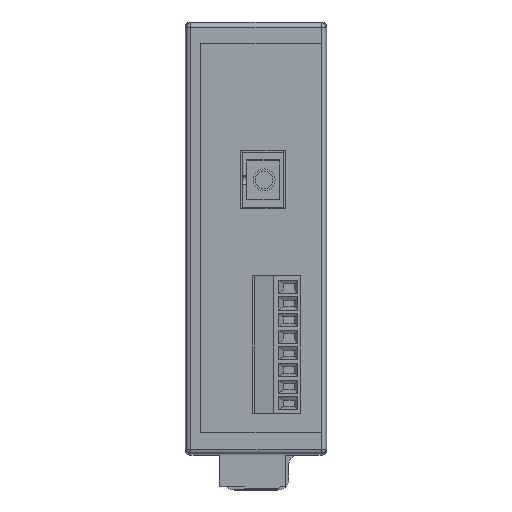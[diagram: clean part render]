
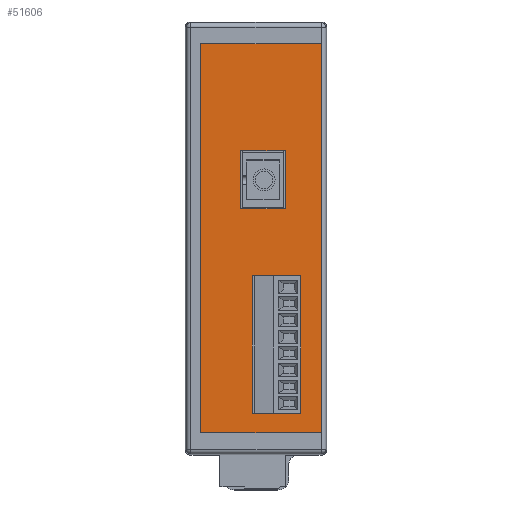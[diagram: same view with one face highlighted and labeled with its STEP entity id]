
A CAD part, top view. The second image highlights one B-rep face of the part: STEP entity #51606.
In plain terms, the highlighted planar face has unit normal (0, 0, 1).
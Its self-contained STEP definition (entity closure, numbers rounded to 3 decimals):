
#2724 = CARTESIAN_POINT ( 'NONE',  ( 14.95, -44.5, 5.3 ) ) ;
#3002 = LINE ( 'NONE', #18934, #23149 ) ;
#3691 = DIRECTION ( 'NONE',  ( -1., 0., 0. ) ) ;
#4262 = DIRECTION ( 'NONE',  ( 0., -1., 0. ) ) ;
#4415 = EDGE_CURVE ( 'NONE', #44735, #8297, #47008, .T. ) ;
#4668 = DIRECTION ( 'NONE',  ( 1., 0., 0. ) ) ;
#4671 = DIRECTION ( 'NONE',  ( 0., 0., -1. ) ) ;
#4778 = VECTOR ( 'NONE', #51313, 1000. ) ;
#5192 = VERTEX_POINT ( 'NONE', #10630 ) ;
#5199 = FACE_BOUND ( 'NONE', #36717, .T. ) ;
#5318 = CARTESIAN_POINT ( 'NONE',  ( 14.95, 44.5, 5.3 ) ) ;
#7543 = LINE ( 'NONE', #15376, #47748 ) ;
#8297 = VERTEX_POINT ( 'NONE', #30926 ) ;
#8354 = EDGE_CURVE ( 'NONE', #23238, #5192, #8710, .T. ) ;
#8502 = CARTESIAN_POINT ( 'NONE',  ( 14.95, 44.5, 5.3 ) ) ;
#8536 = VECTOR ( 'NONE', #4262, 1000. ) ;
#8591 = CARTESIAN_POINT ( 'NONE',  ( -0.45, -40.142, 5.3 ) ) ;
#8710 = LINE ( 'NONE', #12887, #39339 ) ;
#8968 = ORIENTED_EDGE ( 'NONE', *, *, #32326, .F. ) ;
#9974 = LINE ( 'NONE', #26399, #48180 ) ;
#10054 = CARTESIAN_POINT ( 'NONE',  ( -3.45, 6.743, 5.3 ) ) ;
#10552 = CARTESIAN_POINT ( 'NONE',  ( 5.15, -44.5, 5.3 ) ) ;
#10630 = CARTESIAN_POINT ( 'NONE',  ( -12.65, 44.5, 5.3 ) ) ;
#11543 = CARTESIAN_POINT ( 'NONE',  ( -3.45, 20.043, 5.3 ) ) ;
#11776 = ORIENTED_EDGE ( 'NONE', *, *, #41401, .F. ) ;
#12129 = ORIENTED_EDGE ( 'NONE', *, *, #8354, .F. ) ;
#12515 = FACE_OUTER_BOUND ( 'NONE', #37956, .T. ) ;
#12526 = CARTESIAN_POINT ( 'NONE',  ( 14.95, -44.5, 5.3 ) ) ;
#12887 = CARTESIAN_POINT ( 'NONE',  ( -12.65, 44.5, 5.3 ) ) ;
#13094 = VERTEX_POINT ( 'NONE', #5318 ) ;
#13645 = VECTOR ( 'NONE', #4668, 1000. ) ;
#13943 = EDGE_CURVE ( 'NONE', #48863, #46708, #40697, .T. ) ;
#15279 = DIRECTION ( 'NONE',  ( 1., 0., 0. ) ) ;
#15376 = CARTESIAN_POINT ( 'NONE',  ( -0.45, -8.452, 5.3 ) ) ;
#15848 = ORIENTED_EDGE ( 'NONE', *, *, #25762, .F. ) ;
#16155 = EDGE_CURVE ( 'NONE', #46708, #44735, #35772, .T. ) ;
#16826 = VECTOR ( 'NONE', #27691, 1000. ) ;
#17200 = FACE_BOUND ( 'NONE', #49128, .T. ) ;
#17559 = ORIENTED_EDGE ( 'NONE', *, *, #18204, .T. ) ;
#18204 = EDGE_CURVE ( 'NONE', #13094, #5192, #23925, .T. ) ;
#18651 = LINE ( 'NONE', #10552, #29153 ) ;
#18657 = DIRECTION ( 'NONE',  ( 0., 1., 0. ) ) ;
#18934 = CARTESIAN_POINT ( 'NONE',  ( -3.45, 6.743, 5.3 ) ) ;
#19798 = DIRECTION ( 'NONE',  ( 0., -1., 0. ) ) ;
#20185 = ORIENTED_EDGE ( 'NONE', *, *, #26718, .F. ) ;
#23149 = VECTOR ( 'NONE', #15279, 1000. ) ;
#23238 = VERTEX_POINT ( 'NONE', #39032 ) ;
#23574 = ORIENTED_EDGE ( 'NONE', *, *, #4415, .F. ) ;
#23852 = LINE ( 'NONE', #2724, #25244 ) ;
#23925 = LINE ( 'NONE', #8502, #4778 ) ;
#23972 = EDGE_CURVE ( 'NONE', #30258, #37053, #9974, .T. ) ;
#24037 = CARTESIAN_POINT ( 'NONE',  ( 7.05, -40.142, 5.3 ) ) ;
#24622 = ORIENTED_EDGE ( 'NONE', *, *, #16155, .F. ) ;
#25244 = VECTOR ( 'NONE', #18657, 1000. ) ;
#25591 = CARTESIAN_POINT ( 'NONE',  ( -3.45, 20.043, 5.3 ) ) ;
#25762 = EDGE_CURVE ( 'NONE', #8297, #48863, #7543, .T. ) ;
#26399 = CARTESIAN_POINT ( 'NONE',  ( 6.65, 20.043, 5.3 ) ) ;
#26648 = EDGE_CURVE ( 'NONE', #28224, #13094, #23852, .T. ) ;
#26718 = EDGE_CURVE ( 'NONE', #42617, #37384, #36364, .T. ) ;
#27467 = CARTESIAN_POINT ( 'NONE',  ( -3.45, 20.043, 5.3 ) ) ;
#27691 = DIRECTION ( 'NONE',  ( 0., 1., 0. ) ) ;
#28224 = VERTEX_POINT ( 'NONE', #12526 ) ;
#29153 = VECTOR ( 'NONE', #29876, 1000. ) ;
#29541 = CARTESIAN_POINT ( 'NONE',  ( -0.45, -40.142, 5.3 ) ) ;
#29876 = DIRECTION ( 'NONE',  ( 1., 0., 0. ) ) ;
#30258 = VERTEX_POINT ( 'NONE', #33469 ) ;
#30926 = CARTESIAN_POINT ( 'NONE',  ( -0.45, -8.452, 5.3 ) ) ;
#32326 = EDGE_CURVE ( 'NONE', #37384, #30258, #3002, .T. ) ;
#32464 = DIRECTION ( 'NONE',  ( 0., 1., 0. ) ) ;
#32668 = CARTESIAN_POINT ( 'NONE',  ( 7.05, -40.142, 5.3 ) ) ;
#32785 = CARTESIAN_POINT ( 'NONE',  ( 7.05, -8.452, 5.3 ) ) ;
#32860 = PLANE ( 'NONE',  #48977 ) ;
#33000 = VECTOR ( 'NONE', #49893, 1000. ) ;
#33469 = CARTESIAN_POINT ( 'NONE',  ( 6.65, 6.743, 5.3 ) ) ;
#33986 = CARTESIAN_POINT ( 'NONE',  ( 7.05, -8.452, 5.3 ) ) ;
#34232 = DIRECTION ( 'NONE',  ( 0., 1., 0. ) ) ;
#35772 = LINE ( 'NONE', #24037, #16826 ) ;
#36364 = LINE ( 'NONE', #25591, #8536 ) ;
#36717 = EDGE_LOOP ( 'NONE', ( #43605, #15848, #23574, #24622 ) ) ;
#37053 = VERTEX_POINT ( 'NONE', #39334 ) ;
#37384 = VERTEX_POINT ( 'NONE', #10054 ) ;
#37956 = EDGE_LOOP ( 'NONE', ( #17559, #12129, #47209, #51591 ) ) ;
#39032 = CARTESIAN_POINT ( 'NONE',  ( -12.65, -44.5, 5.3 ) ) ;
#39334 = CARTESIAN_POINT ( 'NONE',  ( 6.65, 20.043, 5.3 ) ) ;
#39339 = VECTOR ( 'NONE', #32464, 1000. ) ;
#39501 = EDGE_CURVE ( 'NONE', #23238, #28224, #18651, .T. ) ;
#40697 = LINE ( 'NONE', #8591, #13645 ) ;
#40700 = DIRECTION ( 'NONE',  ( -1., 0., 0. ) ) ;
#41401 = EDGE_CURVE ( 'NONE', #37053, #42617, #47264, .T. ) ;
#42617 = VERTEX_POINT ( 'NONE', #11543 ) ;
#43605 = ORIENTED_EDGE ( 'NONE', *, *, #13943, .F. ) ;
#44735 = VERTEX_POINT ( 'NONE', #32785 ) ;
#44938 = ORIENTED_EDGE ( 'NONE', *, *, #23972, .F. ) ;
#46708 = VERTEX_POINT ( 'NONE', #32668 ) ;
#47008 = LINE ( 'NONE', #33986, #33000 ) ;
#47209 = ORIENTED_EDGE ( 'NONE', *, *, #39501, .T. ) ;
#47264 = LINE ( 'NONE', #27467, #50980 ) ;
#47748 = VECTOR ( 'NONE', #19798, 1000. ) ;
#48180 = VECTOR ( 'NONE', #34232, 1000. ) ;
#48246 = CARTESIAN_POINT ( 'NONE',  ( 5.15, 44.5, 5.3 ) ) ;
#48863 = VERTEX_POINT ( 'NONE', #29541 ) ;
#48977 = AXIS2_PLACEMENT_3D ( 'NONE', #48246, #4671, #40700 ) ;
#49128 = EDGE_LOOP ( 'NONE', ( #8968, #20185, #11776, #44938 ) ) ;
#49893 = DIRECTION ( 'NONE',  ( -1., 0., 0. ) ) ;
#50980 = VECTOR ( 'NONE', #3691, 1000. ) ;
#51313 = DIRECTION ( 'NONE',  ( -1., 0., 0. ) ) ;
#51591 = ORIENTED_EDGE ( 'NONE', *, *, #26648, .T. ) ;
#51606 = ADVANCED_FACE ( 'NONE', ( #5199, #17200, #12515 ), #32860, .F. ) ;
